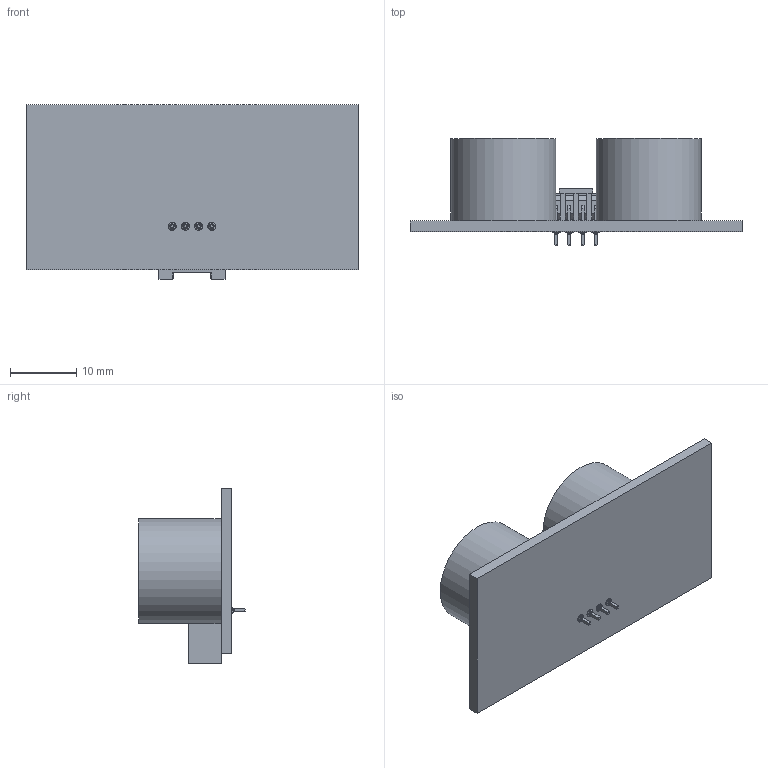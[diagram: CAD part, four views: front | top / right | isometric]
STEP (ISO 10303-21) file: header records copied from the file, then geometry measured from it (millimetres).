
FILE_DESCRIPTION(/* description */ (''),/* implementation_level */ '2;1');
FILE_NAME(/* name */ 'Global_Grove_US v1.step',/* time_stamp */ '2019-06-07T11:44:39+02:00',/* author */ (''),/* organization */ (''),/* preprocessor_version */ 'ST-DEVELOPER v18',/* originating_system */ 'Autodesk Translation Framework v8.2.0.1029',/* authorisation */ '');
FILE_SCHEMA (('AUTOMOTIVE_DESIGN { 1 0 10303 214 3 1 1 }'));
Length unit declared in the file: millimetre
Products named in the file (3): Global_Grove_US; Grove_US; Connecteur Grove (coudé)
Assembly tree (2 placements, depth 2):
  Global_Grove_US
    Grove_US
    Connecteur Grove (coudé)
Bounding box: 50.3 x 16.2 x 26.5 mm (x, y, z)
Volume: 7015.7 mm3; surface area: 4617.7 mm2
Topology: 2 solids, 2 shells, 248 faces, 606 edges, 378 vertices
Faces by surface type: plane 184, cylinder 32, bspline 32
Full cylindrical faces by diameter (mm): 1.2 x4, 11.9 x2, 15.9 x2
Entity records: 8002 total; most frequent: CARTESIAN_POINT 2037, ORIENTED_EDGE 1212, DIRECTION 1116, EDGE_CURVE 606, LINE 442, VECTOR 442, VERTEX_POINT 378, AXIS2_PLACEMENT_3D 337
